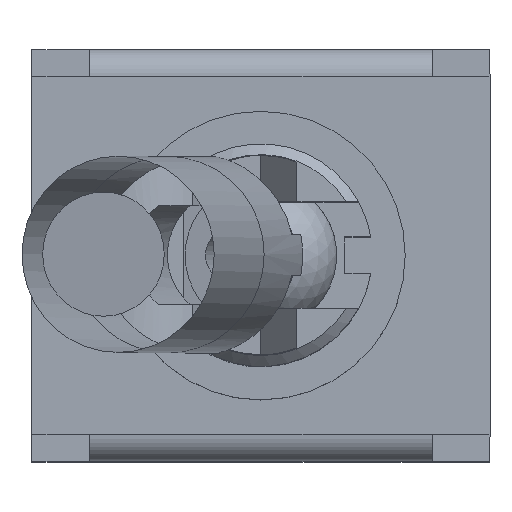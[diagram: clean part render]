
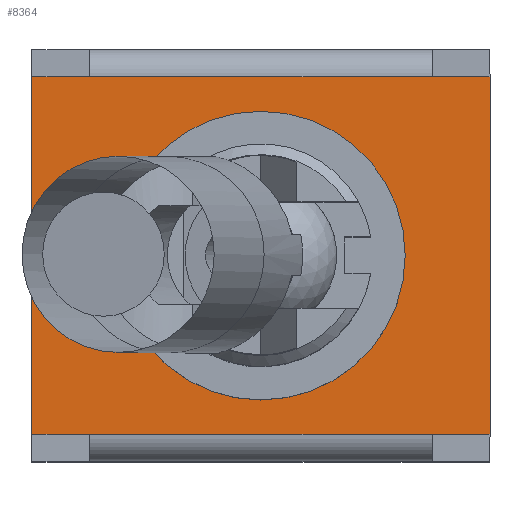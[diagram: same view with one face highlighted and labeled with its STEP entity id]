
A CAD part, top view. The second image highlights one B-rep face of the part: STEP entity #8364.
In plain terms, the highlighted planar face has unit normal (0, 0, 1).
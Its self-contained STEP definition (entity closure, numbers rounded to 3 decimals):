
#239=FACE_BOUND('',#963,.T.);
#281=CIRCLE('',#8877,4.);
#478=FACE_OUTER_BOUND('',#962,.T.);
#962=EDGE_LOOP('',(#5526,#5527,#5528,#5529,#5530,#5531,#5532,#5533));
#963=EDGE_LOOP('',(#5534));
#1568=LINE('',#12024,#2507);
#1569=LINE('',#12026,#2508);
#1570=LINE('',#12028,#2509);
#1571=LINE('',#12030,#2510);
#1572=LINE('',#12031,#2511);
#1573=LINE('',#12033,#2512);
#1574=LINE('',#12035,#2513);
#1575=LINE('',#12036,#2514);
#2507=VECTOR('',#9633,10.);
#2508=VECTOR('',#9634,10.);
#2509=VECTOR('',#9635,10.);
#2510=VECTOR('',#9636,10.);
#2511=VECTOR('',#9637,10.);
#2512=VECTOR('',#9638,10.);
#2513=VECTOR('',#9639,10.);
#2514=VECTOR('',#9640,10.);
#3448=VERTEX_POINT('',#12012);
#3451=VERTEX_POINT('',#12019);
#3452=VERTEX_POINT('',#12023);
#3453=VERTEX_POINT('',#12025);
#3454=VERTEX_POINT('',#12027);
#3455=VERTEX_POINT('',#12029);
#3456=VERTEX_POINT('',#12032);
#3457=VERTEX_POINT('',#12034);
#3458=VERTEX_POINT('',#12037);
#4260=EDGE_CURVE('',#3452,#3448,#1568,.T.);
#4261=EDGE_CURVE('',#3448,#3453,#1569,.T.);
#4262=EDGE_CURVE('',#3453,#3454,#1570,.T.);
#4263=EDGE_CURVE('',#3455,#3454,#1571,.T.);
#4264=EDGE_CURVE('',#3451,#3455,#1572,.T.);
#4265=EDGE_CURVE('',#3451,#3456,#1573,.T.);
#4266=EDGE_CURVE('',#3456,#3457,#1574,.T.);
#4267=EDGE_CURVE('',#3452,#3457,#1575,.T.);
#4268=EDGE_CURVE('',#3458,#3458,#281,.T.);
#5526=ORIENTED_EDGE('',*,*,#4260,.T.);
#5527=ORIENTED_EDGE('',*,*,#4261,.T.);
#5528=ORIENTED_EDGE('',*,*,#4262,.T.);
#5529=ORIENTED_EDGE('',*,*,#4263,.F.);
#5530=ORIENTED_EDGE('',*,*,#4264,.F.);
#5531=ORIENTED_EDGE('',*,*,#4265,.T.);
#5532=ORIENTED_EDGE('',*,*,#4266,.T.);
#5533=ORIENTED_EDGE('',*,*,#4267,.F.);
#5534=ORIENTED_EDGE('',*,*,#4268,.F.);
#8033=PLANE('',#8876);
#8364=ADVANCED_FACE('',(#478,#239),#8033,.T.);
#8876=AXIS2_PLACEMENT_3D('',#12022,#9631,#9632);
#8877=AXIS2_PLACEMENT_3D('',#12038,#9641,#9642);
#9631=DIRECTION('center_axis',(0.,0.,
1.));
#9632=DIRECTION('ref_axis',(1.,0.,0.));
#9633=DIRECTION('',(1.,0.,0.));
#9634=DIRECTION('',(1.,0.,0.));
#9635=DIRECTION('',(0.,1.,0.));
#9636=DIRECTION('',(1.,0.,0.));
#9637=DIRECTION('',(1.,0.,0.));
#9638=DIRECTION('',(-1.,0.,0.));
#9639=DIRECTION('',(0.,-1.,0.));
#9640=DIRECTION('',(-1.,0.,0.));
#9641=DIRECTION('center_axis',(0.,0.,
1.));
#9642=DIRECTION('ref_axis',(-1.,0.,0.));
#12012=CARTESIAN_POINT('',(4.75,-4.955,8.89));
#12019=CARTESIAN_POINT('',(-4.75,4.955,8.89));
#12022=CARTESIAN_POINT('Origin',(0.,4.955,8.89));
#12023=CARTESIAN_POINT('',(-4.75,-4.955,8.89));
#12024=CARTESIAN_POINT('',(0.,-4.955,8.89));
#12025=CARTESIAN_POINT('',(6.35,-4.955,8.89));
#12026=CARTESIAN_POINT('',(4.75,-4.955,8.89));
#12027=CARTESIAN_POINT('',(6.35,4.955,8.89));
#12028=CARTESIAN_POINT('',(6.35,-4.955,8.89));
#12029=CARTESIAN_POINT('',(4.75,4.955,8.89));
#12030=CARTESIAN_POINT('',(4.75,4.955,8.89));
#12031=CARTESIAN_POINT('',(0.,4.955,8.89));
#12032=CARTESIAN_POINT('',(-6.35,4.955,8.89));
#12033=CARTESIAN_POINT('',(-4.75,4.955,8.89));
#12034=CARTESIAN_POINT('',(-6.35,-4.955,8.89));
#12035=CARTESIAN_POINT('',(-6.35,-4.955,8.89));
#12036=CARTESIAN_POINT('',(-4.75,-4.955,8.89));
#12037=CARTESIAN_POINT('',(4.,0.,8.89));
#12038=CARTESIAN_POINT('Origin',(0.,0.,
8.89));
